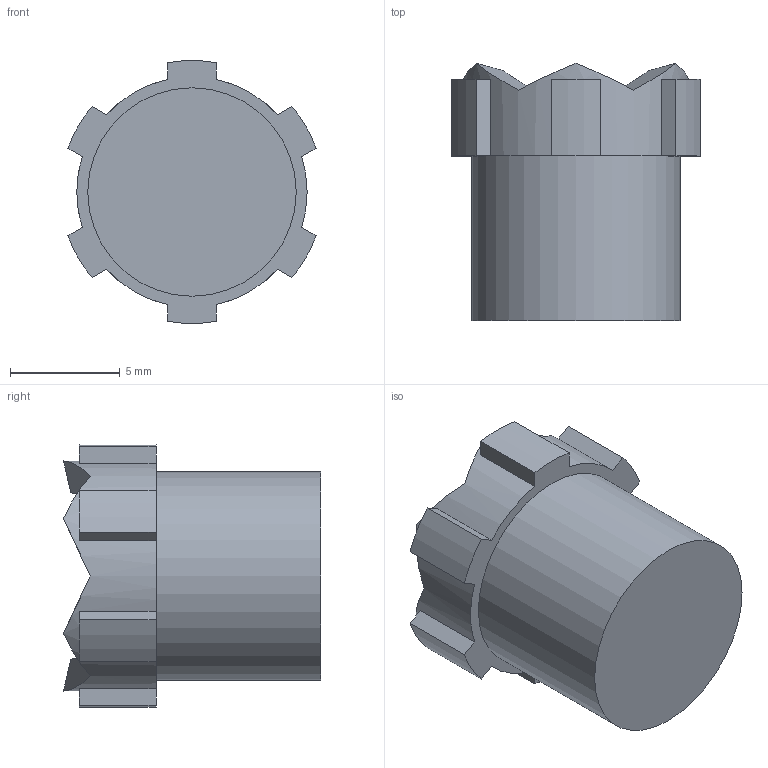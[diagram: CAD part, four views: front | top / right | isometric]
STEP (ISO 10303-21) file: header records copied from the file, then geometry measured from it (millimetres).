
FILE_DESCRIPTION(/* description */ (''),/* implementation_level */ '2;1');
FILE_NAME(/* name */ 'Pulsador.step',/* time_stamp */ '2017-03-03T12:40:02+01:00',/* author */ ('Rubén'),/* organization */ (''),/* preprocessor_version */ 'ST-DEVELOPER v15.2',/* originating_system */ 'Autodesk Inventor 2014',/* authorisation */ '');
FILE_SCHEMA (('AUTOMOTIVE_DESIGN { 1 0 10303 214 3 1 1 }'));
Length unit declared in the file: millimetre
Products named in the file (1): Pulsador
Bounding box: 11.32 x 11.72 x 11.98 mm (x, y, z)
Volume: 440.4 mm3; surface area: 798.6 mm2
Topology: 1 solids, 1 shells, 42 faces, 116 edges, 77 vertices
Faces by surface type: plane 33, cylinder 9
Full cylindrical faces by diameter (mm): 7.6 x1, 9.5 x1, 10.5 x1
Entity records: 1351 total; most frequent: DIRECTION 248, CARTESIAN_POINT 229, ORIENTED_EDGE 222, EDGE_CURVE 111, AXIS2_PLACEMENT_3D 94, VERTEX_POINT 75, LINE 60, VECTOR 60
